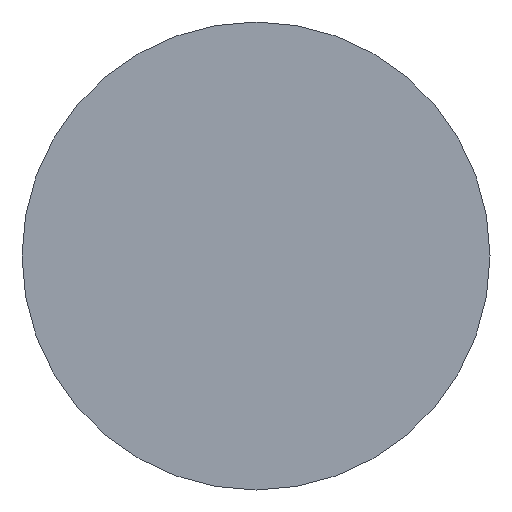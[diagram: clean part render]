
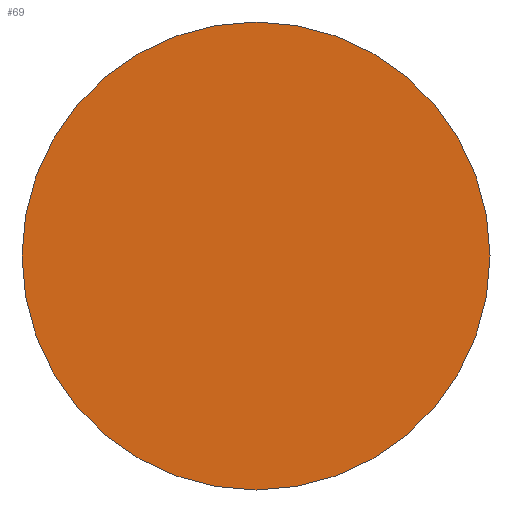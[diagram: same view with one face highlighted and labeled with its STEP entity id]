
A CAD part, front view. The second image highlights one B-rep face of the part: STEP entity #69.
In plain terms, the highlighted planar face has unit normal (0, -1, 0).
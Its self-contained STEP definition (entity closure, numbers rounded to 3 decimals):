
#17=PLANE('',#80);
#27=FACE_OUTER_BOUND('',#35,.T.);
#35=EDGE_LOOP('',(#60));
#43=CIRCLE('',#81,9.5);
#48=VERTEX_POINT('',#120);
#53=EDGE_CURVE('',#48,#48,#43,.T.);
#60=ORIENTED_EDGE('',*,*,#53,.F.);
#69=ADVANCED_FACE('',(#27),#17,.T.);
#80=AXIS2_PLACEMENT_3D('',#119,#99,#100);
#81=AXIS2_PLACEMENT_3D('',#121,#101,#102);
#99=DIRECTION('center_axis',(0.,-1.,0.));
#100=DIRECTION('ref_axis',(0.,0.,-1.));
#101=DIRECTION('center_axis',(0.,1.,0.));
#102=DIRECTION('ref_axis',(1.,0.,0.));
#119=CARTESIAN_POINT('Origin',(-9.5,0.,0.));
#120=CARTESIAN_POINT('',(-9.5,0.,0.));
#121=CARTESIAN_POINT('Origin',(0.,0.,0.));
